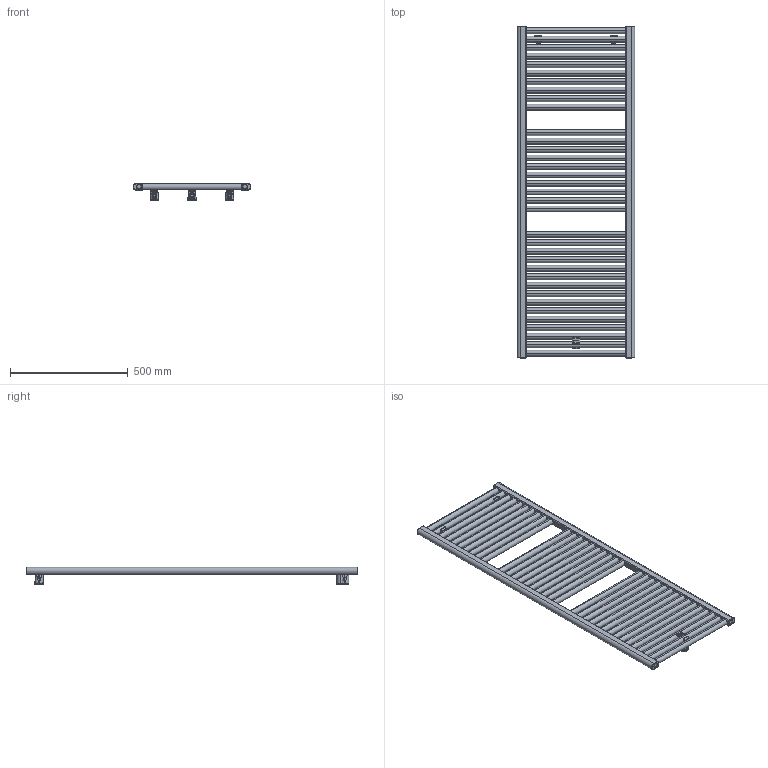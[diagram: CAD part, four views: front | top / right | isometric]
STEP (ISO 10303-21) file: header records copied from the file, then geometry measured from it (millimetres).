
FILE_DESCRIPTION((''),'2;1');
FILE_NAME('3551356100006_3D_SITO_ASM','2024-06-04T15:46:29',('PC132'),(''),'CREO PARAMETRIC BY PTC INC, 2023092','CREO PARAMETRIC BY PTC INC, 2023092','');
FILE_SCHEMA(('AUTOMOTIVE_DESIGN { 1 0 10303 214 1 1 1 1 }'));
Length unit declared in the file: millimetre
Products named in the file (18): 2551_CLAUDIA_500X1400_3D_SITO; BASE; CHELA_F_FIL_D25; CHELA_F_PAS_D25; 1102001310070_ASM; 5108_CLAUDIA; ATTACCO_3_GIUNTO_CLAUDIA; PIASTRINA_LOGO; ETICHETTA_ADESIVA; 1102001310061_ASM; 1001141210075; 1001141210076; 1001141210077; 1001081210001; 5102000000561_AF21_ASM; 1102001310072_ASM; 5102000000589_AF26_ASM; 3551356100006_3D_SITO_ASM
Assembly tree (31 placements, depth 4):
  3551356100006_3D_SITO_ASM
    2551_CLAUDIA_500X1400_3D_SITO
    5102000000561_AF21_ASM
      1102001310070_ASM  x2
        BASE
        CHELA_F_FIL_D25
        CHELA_F_PAS_D25
      1102001310061_ASM
        5108_CLAUDIA
        ATTACCO_3_GIUNTO_CLAUDIA
        PIASTRINA_LOGO
        ETICHETTA_ADESIVA
      1001141210075  x2
      1001141210076  x2
      1001141210077
      1001081210001
    5102000000589_AF26_ASM
      1102001310072_ASM  x3
        BASE
        CHELA_F_FIL_D25
        CHELA_F_PAS_D25
      1001141210075  x3
      1001141210076  x3
Bounding box: 500 x 1408 x 73.5 mm (x, y, z)
Volume: 10459425.4 mm3; surface area: 1606143.2 mm2
Topology: 32 solids, 56 shells, 2829 faces, 6499 edges, 3747 vertices
Faces by surface type: cylinder 838, plane 564, bspline 559, torus 435, cone 189, sphere 160, extrusion 84
Entity records: 75223 total; most frequent: CARTESIAN_POINT 20381, DIRECTION 5487, ORIENTED_EDGE 5456, PRESENTATION_STYLE_ASSIGNMENT 4134, STYLED_ITEM 4134, CURVE_STYLE 3029, EDGE_CURVE 2743, AXIS2_PLACEMENT_3D 2108
